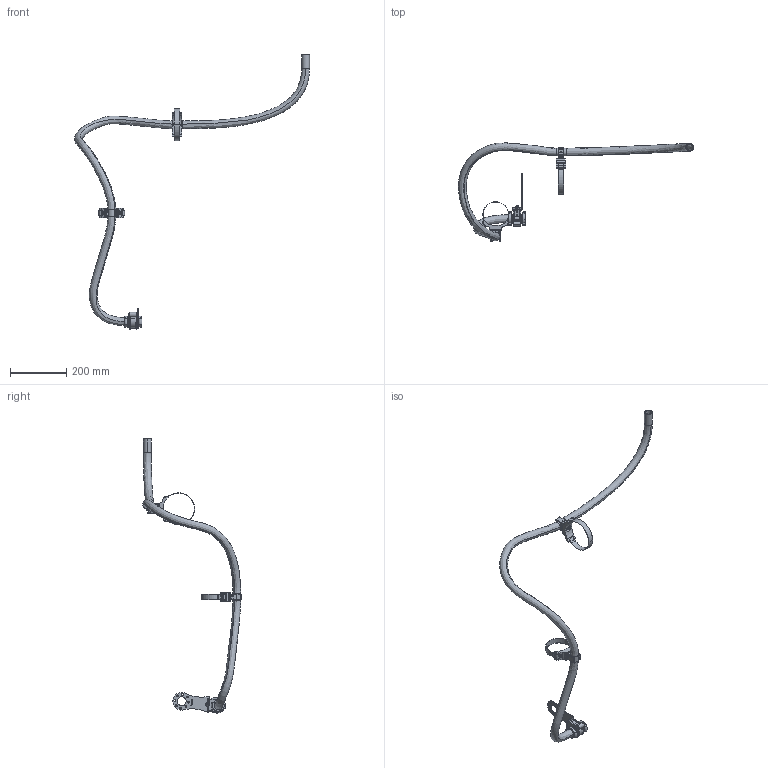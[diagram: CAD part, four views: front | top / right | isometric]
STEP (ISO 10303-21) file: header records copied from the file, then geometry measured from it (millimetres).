
FILE_DESCRIPTION (( 'STEP AP203' ), '1' );
FILE_NAME ('P2517.STEP', '2021-05-18T09:23:07', ( '' ), ( '' ), 'SwSTEP 2.0', 'SolidWorks 2019', '' );
FILE_SCHEMA (( 'CONFIG_CONTROL_DESIGN' ));
Length unit declared in the file: millimetre
Products named in the file (1): P2517
Bounding box: 839.39 x 350.51 x 979.42 mm (x, y, z)
Volume: 638741.5 mm3; surface area: 424040.8 mm2
Topology: 19 solids, 19 shells, 1152 faces, 3028 edges, 1968 vertices
Faces by surface type: plane 457, cylinder 352, bspline 215, torus 82, cone 42, sphere 4
Entity records: 88870 total; most frequent: CARTESIAN_POINT 61417, ORIENTED_EDGE 6020, DIRECTION 5188, EDGE_CURVE 3010, VERTEX_POINT 1962, AXIS2_PLACEMENT_3D 1840, VECTOR 1508, LINE 1508
